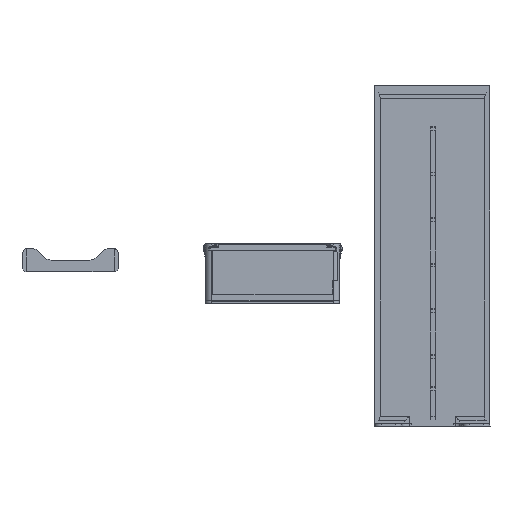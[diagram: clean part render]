
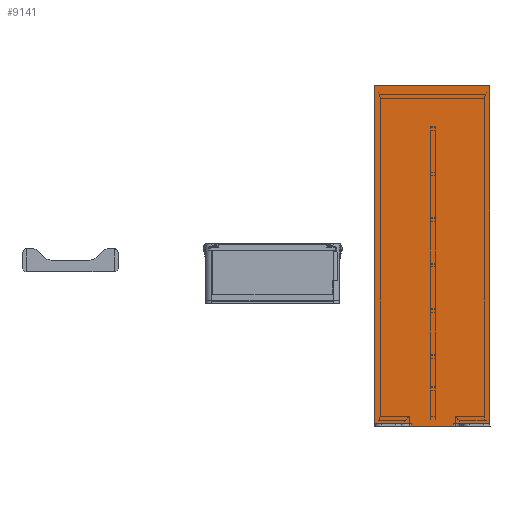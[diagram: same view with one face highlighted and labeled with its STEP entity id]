
A CAD part, left-side view. The second image highlights one B-rep face of the part: STEP entity #9141.
In plain terms, the highlighted planar face has unit normal (-1, 0, 0).
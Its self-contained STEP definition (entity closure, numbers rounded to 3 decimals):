
#666=FACE_OUTER_BOUND('',#1193,.T.);
#1193=EDGE_LOOP('',(#6586,#6587,#6588,#6589,#6590,#6591,#6592,#6593));
#1860=LINE('',#13725,#2909);
#1862=LINE('',#13731,#2911);
#1863=LINE('',#13733,#2912);
#1864=LINE('',#13735,#2913);
#1865=LINE('',#13737,#2914);
#1866=LINE('',#13739,#2915);
#1867=LINE('',#13741,#2916);
#1868=LINE('',#13742,#2917);
#2909=VECTOR('',#10782,10.);
#2911=VECTOR('',#10788,10.);
#2912=VECTOR('',#10789,10.);
#2913=VECTOR('',#10790,10.);
#2914=VECTOR('',#10791,10.);
#2915=VECTOR('',#10792,10.);
#2916=VECTOR('',#10793,10.);
#2917=VECTOR('',#10794,10.);
#3922=VERTEX_POINT('',#13722);
#3923=VERTEX_POINT('',#13724);
#3925=VERTEX_POINT('',#13730);
#3926=VERTEX_POINT('',#13732);
#3927=VERTEX_POINT('',#13734);
#3928=VERTEX_POINT('',#13736);
#3929=VERTEX_POINT('',#13738);
#3930=VERTEX_POINT('',#13740);
#4905=EDGE_CURVE('',#3922,#3923,#1860,.T.);
#4908=EDGE_CURVE('',#3922,#3925,#1862,.T.);
#4909=EDGE_CURVE('',#3926,#3925,#1863,.T.);
#4910=EDGE_CURVE('',#3927,#3926,#1864,.T.);
#4911=EDGE_CURVE('',#3928,#3927,#1865,.T.);
#4912=EDGE_CURVE('',#3928,#3929,#1866,.T.);
#4913=EDGE_CURVE('',#3930,#3929,#1867,.T.);
#4914=EDGE_CURVE('',#3923,#3930,#1868,.T.);
#6586=ORIENTED_EDGE('',*,*,#4905,.F.);
#6587=ORIENTED_EDGE('',*,*,#4908,.T.);
#6588=ORIENTED_EDGE('',*,*,#4909,.F.);
#6589=ORIENTED_EDGE('',*,*,#4910,.F.);
#6590=ORIENTED_EDGE('',*,*,#4911,.F.);
#6591=ORIENTED_EDGE('',*,*,#4912,.T.);
#6592=ORIENTED_EDGE('',*,*,#4913,.F.);
#6593=ORIENTED_EDGE('',*,*,#4914,.F.);
#8735=PLANE('',#9710);
#9141=ADVANCED_FACE('',(#666),#8735,.T.);
#9710=AXIS2_PLACEMENT_3D('',#13729,#10786,#10787);
#10782=DIRECTION('',(0.,0.,-1.));
#10786=DIRECTION('center_axis',(-1.,0.,0.));
#10787=DIRECTION('ref_axis',(0.,0.,-1.));
#10788=DIRECTION('',(0.,-1.,0.));
#10789=DIRECTION('',(0.,0.,-1.));
#10790=DIRECTION('',(0.,-1.,0.));
#10791=DIRECTION('',(0.,0.,1.));
#10792=DIRECTION('',(0.,-1.,0.));
#10793=DIRECTION('',(0.,0.,1.));
#10794=DIRECTION('',(0.,1.,0.));
#13722=CARTESIAN_POINT('',(85.91,-1.5,-28.35));
#13724=CARTESIAN_POINT('',(85.91,-1.5,-28.95));
#13725=CARTESIAN_POINT('',(85.91,-1.5,-9.675));
#13729=CARTESIAN_POINT('Origin',(85.91,3.15,8.4));
#13730=CARTESIAN_POINT('',(85.91,-9.5,-28.35));
#13731=CARTESIAN_POINT('',(85.91,-10.,-28.35));
#13732=CARTESIAN_POINT('',(85.91,-9.5,45.75));
#13733=CARTESIAN_POINT('',(85.91,-9.5,-28.35));
#13734=CARTESIAN_POINT('',(85.91,15.8,45.75));
#13735=CARTESIAN_POINT('',(85.91,15.8,45.75));
#13736=CARTESIAN_POINT('',(85.91,15.8,-28.35));
#13737=CARTESIAN_POINT('',(85.91,15.8,-27.75));
#13738=CARTESIAN_POINT('',(85.91,7.8,-28.35));
#13739=CARTESIAN_POINT('',(85.91,-10.,-28.35));
#13740=CARTESIAN_POINT('',(85.91,7.8,-28.95));
#13741=CARTESIAN_POINT('',(85.91,7.8,-9.675));
#13742=CARTESIAN_POINT('',(85.91,12.8,-28.95));
